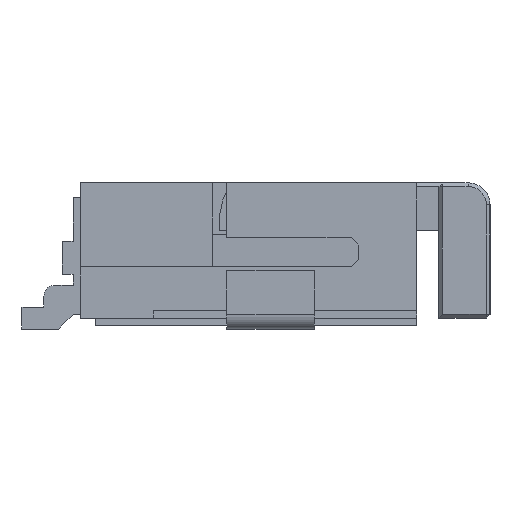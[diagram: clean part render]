
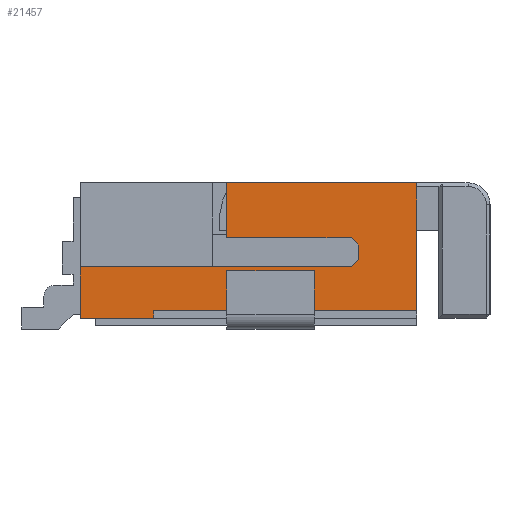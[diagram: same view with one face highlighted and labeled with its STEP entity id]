
A CAD part, left-side view. The second image highlights one B-rep face of the part: STEP entity #21457.
In plain terms, the highlighted planar face has unit normal (-1, 0, 0).
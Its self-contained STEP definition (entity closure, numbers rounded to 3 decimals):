
#614=FACE_OUTER_BOUND('',#1743,.T.);
#1743=EDGE_LOOP('',(#16227,#16228,#16229,#16230,#16231,#16232,#16233,#16234,
#16235,#16236,#16237,#16238));
#3789=LINE('',#31402,#6784);
#3794=LINE('',#31411,#6789);
#3798=LINE('',#31420,#6793);
#3802=LINE('',#31427,#6797);
#3803=LINE('',#31431,#6798);
#3806=LINE('',#31436,#6801);
#3808=LINE('',#31439,#6803);
#3809=LINE('',#31442,#6804);
#3811=LINE('',#31446,#6806);
#3838=LINE('',#31499,#6833);
#3973=LINE('',#31766,#6968);
#3974=LINE('',#31768,#6969);
#6784=VECTOR('',#25524,0.1);
#6789=VECTOR('',#25531,3.6);
#6793=VECTOR('',#25539,0.141);
#6797=VECTOR('',#25545,3.7);
#6798=VECTOR('',#25548,0.141);
#6801=VECTOR('',#25553,1.7);
#6803=VECTOR('',#25557,0.2);
#6804=VECTOR('',#25560,0.75);
#6806=VECTOR('',#25564,2.6);
#6833=VECTOR('',#25611,1.75);
#6968=VECTOR('',#25778,0.7);
#6969=VECTOR('',#25781,1.);
#9382=VERTEX_POINT('',#31398);
#9384=VERTEX_POINT('',#31401);
#9387=VERTEX_POINT('',#31409);
#9389=VERTEX_POINT('',#31417);
#9390=VERTEX_POINT('',#31419);
#9392=VERTEX_POINT('',#31425);
#9393=VERTEX_POINT('',#31429);
#9394=VERTEX_POINT('',#31430);
#9395=VERTEX_POINT('',#31435);
#9396=VERTEX_POINT('',#31441);
#9397=VERTEX_POINT('',#31445);
#9529=VERTEX_POINT('',#31764);
#11827=EDGE_CURVE('',#9384,#9382,#3789,.T.);
#11832=EDGE_CURVE('',#9382,#9387,#3794,.T.);
#11836=EDGE_CURVE('',#9389,#9390,#3798,.T.);
#11840=EDGE_CURVE('',#9392,#9389,#3802,.T.);
#11841=EDGE_CURVE('',#9393,#9394,#3803,.T.);
#11844=EDGE_CURVE('',#9394,#9395,#3806,.T.);
#11846=EDGE_CURVE('',#9390,#9393,#3808,.T.);
#11847=EDGE_CURVE('',#9395,#9396,#3809,.T.);
#11849=EDGE_CURVE('',#9396,#9397,#3811,.T.);
#11876=EDGE_CURVE('',#9387,#9397,#3838,.T.);
#12011=EDGE_CURVE('',#9529,#9392,#3973,.T.);
#12012=EDGE_CURVE('',#9529,#9384,#3974,.T.);
#16227=ORIENTED_EDGE('',*,*,#11876,.T.);
#16228=ORIENTED_EDGE('',*,*,#11849,.F.);
#16229=ORIENTED_EDGE('',*,*,#11847,.F.);
#16230=ORIENTED_EDGE('',*,*,#11844,.F.);
#16231=ORIENTED_EDGE('',*,*,#11841,.F.);
#16232=ORIENTED_EDGE('',*,*,#11846,.F.);
#16233=ORIENTED_EDGE('',*,*,#11836,.F.);
#16234=ORIENTED_EDGE('',*,*,#11840,.F.);
#16235=ORIENTED_EDGE('',*,*,#12011,.F.);
#16236=ORIENTED_EDGE('',*,*,#12012,.T.);
#16237=ORIENTED_EDGE('',*,*,#11827,.T.);
#16238=ORIENTED_EDGE('',*,*,#11832,.T.);
#20017=PLANE('',#22558);
#21457=ADVANCED_FACE('',(#614),#20017,.T.);
#22558=AXIS2_PLACEMENT_3D('',#31767,#25779,#25780);
#25524=DIRECTION('',(0.,0.,1.));
#25531=DIRECTION('',(0.,-1.,0.));
#25539=DIRECTION('',(0.,-0.707,0.707));
#25545=DIRECTION('',(0.,-1.,0.));
#25548=DIRECTION('',(0.,0.707,0.707));
#25553=DIRECTION('',(0.,1.,0.));
#25557=DIRECTION('',(0.,0.,1.));
#25560=DIRECTION('',(0.,0.,1.));
#25564=DIRECTION('',(0.,-1.,0.));
#25611=DIRECTION('',(0.,0.,1.));
#25778=DIRECTION('',(0.,0.,1.));
#25779=DIRECTION('center_axis',(-1.,0.,0.));
#25780=DIRECTION('ref_axis',(0.,0.,-1.));
#25781=DIRECTION('',(0.,-1.,0.));
#31398=CARTESIAN_POINT('',(-7.55,0.3,0.25));
#31401=CARTESIAN_POINT('',(-7.55,0.3,0.15));
#31402=CARTESIAN_POINT('',(-7.55,0.3,0.25));
#31409=CARTESIAN_POINT('',(-7.55,-3.3,0.25));
#31411=CARTESIAN_POINT('',(-7.55,1.3,0.25));
#31417=CARTESIAN_POINT('',(-7.55,-2.4,0.85));
#31419=CARTESIAN_POINT('',(-7.55,-2.5,0.95));
#31420=CARTESIAN_POINT('',(-7.55,-1.5,-0.05));
#31425=CARTESIAN_POINT('',(-7.55,1.3,0.85));
#31427=CARTESIAN_POINT('',(-7.55,1.3,0.85));
#31429=CARTESIAN_POINT('',(-7.55,-2.5,1.15));
#31430=CARTESIAN_POINT('',(-7.55,-2.4,1.25));
#31431=CARTESIAN_POINT('',(-7.55,-1.6,2.05));
#31435=CARTESIAN_POINT('',(-7.55,-0.7,1.25));
#31436=CARTESIAN_POINT('',(-7.55,-2.5,1.25));
#31439=CARTESIAN_POINT('',(-7.55,-2.5,0.85));
#31441=CARTESIAN_POINT('',(-7.55,-0.7,2.));
#31442=CARTESIAN_POINT('',(-7.55,-0.7,1.25));
#31445=CARTESIAN_POINT('',(-7.55,-3.3,2.));
#31446=CARTESIAN_POINT('',(-7.55,-0.7,2.));
#31499=CARTESIAN_POINT('',(-7.55,-3.3,0.962));
#31764=CARTESIAN_POINT('',(-7.55,1.3,0.15));
#31766=CARTESIAN_POINT('',(-7.55,1.3,0.25));
#31767=CARTESIAN_POINT('Origin',(-7.55,1.3,0.85));
#31768=CARTESIAN_POINT('',(-7.55,1.3,0.15));
